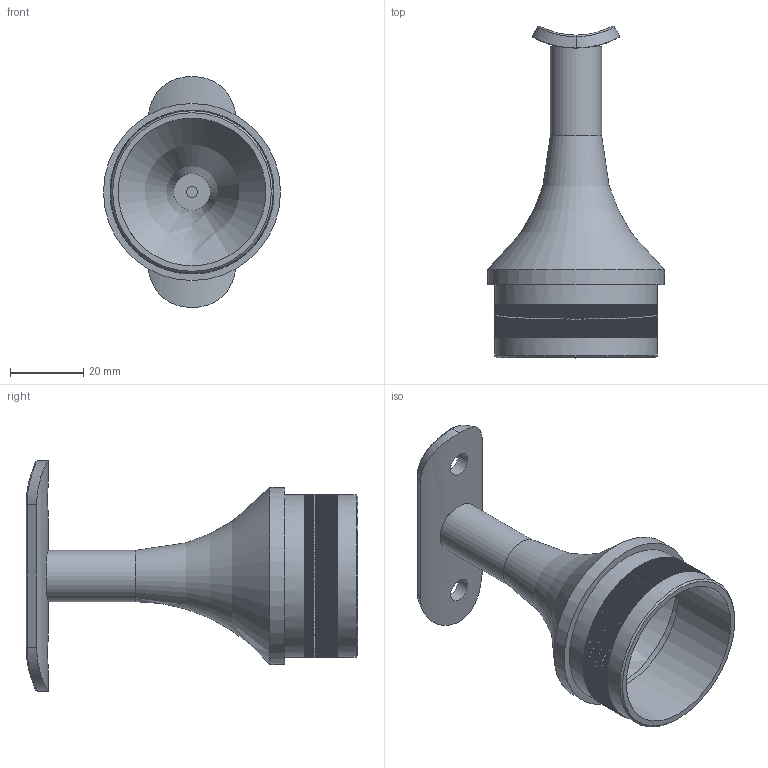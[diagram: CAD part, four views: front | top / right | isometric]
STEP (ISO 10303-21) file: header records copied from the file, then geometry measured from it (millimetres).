
FILE_DESCRIPTION (( 'STEP AP203' ), '1' );
FILE_NAME ('50254-240.step', '2021-11-25T15:02:21', ( '' ), ( '' ), 'SwSTEP 2.0', 'SolidWorks 2018', '' );
FILE_SCHEMA (( 'CONFIG_CONTROL_DESIGN' ));
Length unit declared in the file: millimetre
Products named in the file (8): 50254-240; 50254-240 Teil1_Keyshot; 50254-240 Teil2; 50254-240 Teil3_DIN7991 M6x12; 50254-240 Teil3; 50254-240 Teil1
Assembly tree (5 placements, depth 2):
  50254-240
    50254-240 Teil1_Keyshot
    50254-240 Teil2
    50254-240 Teil3_DIN7991 M6x12
  50254-240
    50254-240 Teil3
    50254-240 Teil1
  50254-240 Teil2
Bounding box: 48.3 x 90.49 x 63 mm (x, y, z)
Volume: 20368.4 mm3; surface area: 19642.1 mm2
Topology: 4 solids, 4 shells, 1814 faces, 4424 edges, 2945 vertices
Faces by surface type: plane 1332, cylinder 369, bspline 104, cone 7, torus 2
Full cylindrical faces by diameter (mm): 5 x16, 6 x7, 6.5 x2, 12 x1, 14 x1, 40.3 x1, 44.3 x2, 48.3 x1
Entity records: 65257 total; most frequent: CARTESIAN_POINT 21898, DIRECTION 8801, ORIENTED_EDGE 8652, EDGE_CURVE 4326, AXIS2_PLACEMENT_3D 3034, VERTEX_POINT 2887, VECTOR 2733, LINE 2733
